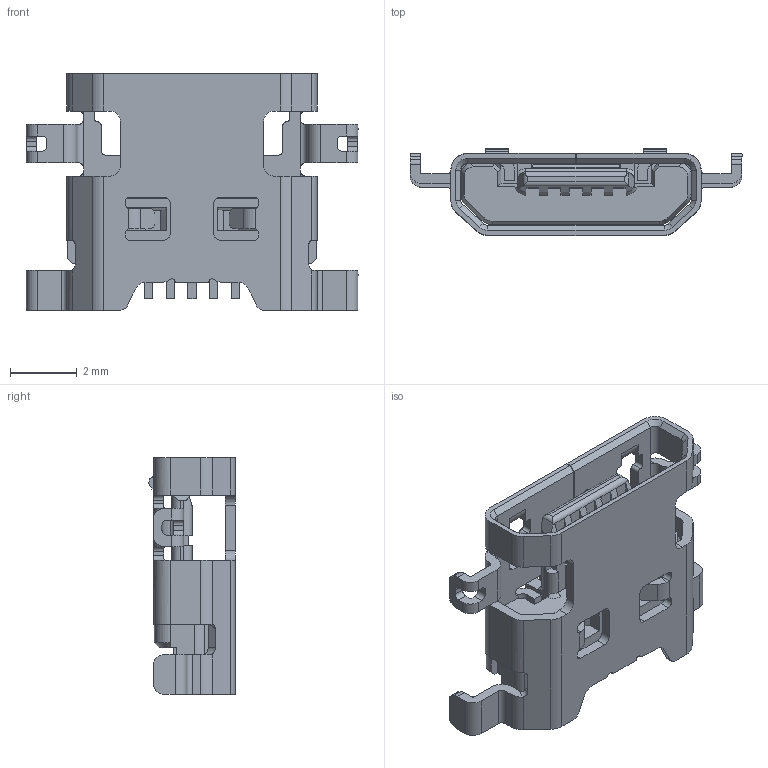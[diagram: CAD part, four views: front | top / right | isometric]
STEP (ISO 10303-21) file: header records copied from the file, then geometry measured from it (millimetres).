
FILE_DESCRIPTION(('CoCreate Modeling STEP Export'),'2;1');
FILE_NAME('D.stp','2018-05-16T13:43:23',(''),(''),'CoCreate Modeling STEP processor for AP214 (Solid Model)','CoCreate Modeling 16.00 13-May-2008 (C) Parametric Technology GmbH','');
FILE_SCHEMA(('AUTOMOTIVE_DESIGN { 1 0 10303 214 1 1 1 1 }'));
Length unit declared in the file: millimetre
Products named in the file (2): 5P反向沉板0.6
Assembly tree (1 placements, depth 2):
  5P反向沉板0.6
    5P反向沉板0.6
Bounding box: 9.95 x 2.6 x 7.1 mm (x, y, z)
Volume: 63.5 mm3; surface area: 328.1 mm2
Topology: 1 solids, 1 shells, 729 faces, 2054 edges, 1313 vertices
Faces by surface type: plane 474, cylinder 219, cone 30, bspline 4, torus 2
Entity records: 23459 total; most frequent: CARTESIAN_POINT 4635, ORIENTED_EDGE 4138, DIRECTION 3737, EDGE_CURVE 2054, VECTOR 1475, LINE 1475, VERTEX_POINT 1313, AXIS2_PLACEMENT_3D 1131
